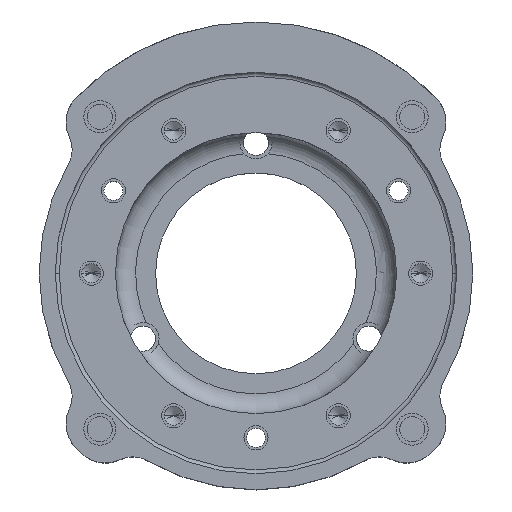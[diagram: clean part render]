
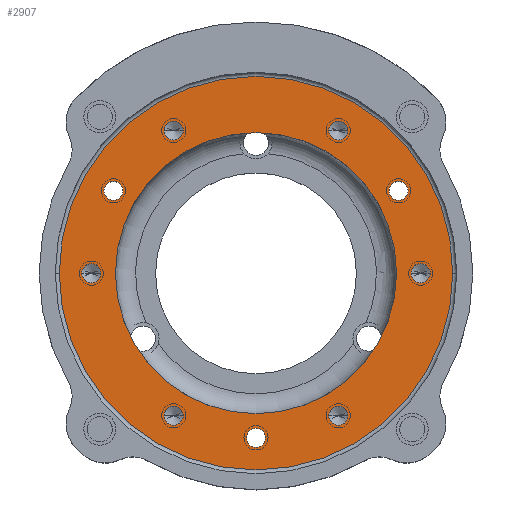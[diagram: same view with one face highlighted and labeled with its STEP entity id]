
A CAD part, top view. The second image highlights one B-rep face of the part: STEP entity #2907.
In plain terms, the highlighted planar face has unit normal (0, 0, 1).
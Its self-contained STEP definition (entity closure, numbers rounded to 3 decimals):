
#410=CARTESIAN_POINT('',(0.,0.,2.75));
#411=DIRECTION('',(0.,0.,-1.));
#412=DIRECTION('',(-1.,0.,0.));
#413=AXIS2_PLACEMENT_3D('',#410,#411,#412);
#415=CARTESIAN_POINT('',(0.,0.,2.75));
#416=DIRECTION('',(0.,0.,1.));
#417=DIRECTION('',(-1.,0.,0.));
#418=AXIS2_PLACEMENT_3D('',#415,#416,#417);
#420=CARTESIAN_POINT('',(-8.2,0.,2.75));
#421=DIRECTION('',(0.,0.,1.));
#422=DIRECTION('',(-1.,0.,0.));
#423=AXIS2_PLACEMENT_3D('',#420,#421,#422);
#425=CARTESIAN_POINT('',(-8.2,0.,2.75));
#426=DIRECTION('',(0.,0.,1.));
#427=DIRECTION('',(1.,0.,0.));
#428=AXIS2_PLACEMENT_3D('',#425,#426,#427);
#430=CARTESIAN_POINT('',(-4.1,7.101,2.75));
#431=DIRECTION('',(0.,0.,1.));
#432=DIRECTION('',(-1.,0.,0.));
#433=AXIS2_PLACEMENT_3D('',#430,#431,#432);
#435=CARTESIAN_POINT('',(-4.1,7.101,2.75));
#436=DIRECTION('',(0.,0.,1.));
#437=DIRECTION('',(1.,0.,0.));
#438=AXIS2_PLACEMENT_3D('',#435,#436,#437);
#440=CARTESIAN_POINT('',(4.1,7.101,2.75));
#441=DIRECTION('',(0.,0.,1.));
#442=DIRECTION('',(-1.,0.,0.));
#443=AXIS2_PLACEMENT_3D('',#440,#441,#442);
#445=CARTESIAN_POINT('',(4.1,7.101,2.75));
#446=DIRECTION('',(0.,0.,1.));
#447=DIRECTION('',(1.,0.,0.));
#448=AXIS2_PLACEMENT_3D('',#445,#446,#447);
#450=CARTESIAN_POINT('',(8.2,0.,2.75));
#451=DIRECTION('',(0.,0.,1.));
#452=DIRECTION('',(-1.,0.,0.));
#453=AXIS2_PLACEMENT_3D('',#450,#451,#452);
#455=CARTESIAN_POINT('',(8.2,0.,2.75));
#456=DIRECTION('',(0.,0.,1.));
#457=DIRECTION('',(1.,0.,0.));
#458=AXIS2_PLACEMENT_3D('',#455,#456,#457);
#460=CARTESIAN_POINT('',(4.1,-7.101,2.75));
#461=DIRECTION('',(0.,0.,1.));
#462=DIRECTION('',(-1.,0.,0.));
#463=AXIS2_PLACEMENT_3D('',#460,#461,#462);
#465=CARTESIAN_POINT('',(4.1,-7.101,2.75));
#466=DIRECTION('',(0.,0.,1.));
#467=DIRECTION('',(1.,0.,0.));
#468=AXIS2_PLACEMENT_3D('',#465,#466,#467);
#470=CARTESIAN_POINT('',(-4.1,-7.101,2.75));
#471=DIRECTION('',(0.,0.,1.));
#472=DIRECTION('',(-1.,0.,0.));
#473=AXIS2_PLACEMENT_3D('',#470,#471,#472);
#475=CARTESIAN_POINT('',(-4.1,-7.101,2.75));
#476=DIRECTION('',(0.,0.,1.));
#477=DIRECTION('',(1.,0.,0.));
#478=AXIS2_PLACEMENT_3D('',#475,#476,#477);
#480=CARTESIAN_POINT('',(0.,0.,2.75));
#481=DIRECTION('',(0.,0.,1.));
#482=DIRECTION('',(-1.,0.,0.));
#483=AXIS2_PLACEMENT_3D('',#480,#481,#482);
#485=CARTESIAN_POINT('',(0.,0.,2.75));
#486=DIRECTION('',(0.,0.,1.));
#487=DIRECTION('',(1.,0.,0.));
#488=AXIS2_PLACEMENT_3D('',#485,#486,#487);
#490=CARTESIAN_POINT('',(7.101,4.1,2.75));
#491=DIRECTION('',(0.,0.,1.));
#492=DIRECTION('',(1.,0.,0.));
#493=AXIS2_PLACEMENT_3D('',#490,#491,#492);
#495=CARTESIAN_POINT('',(7.101,4.1,2.75));
#496=DIRECTION('',(0.,0.,1.));
#497=DIRECTION('',(-1.,0.,0.));
#498=AXIS2_PLACEMENT_3D('',#495,#496,#497);
#500=CARTESIAN_POINT('',(-7.101,4.1,2.75));
#501=DIRECTION('',(0.,0.,1.));
#502=DIRECTION('',(1.,0.,0.));
#503=AXIS2_PLACEMENT_3D('',#500,#501,#502);
#505=CARTESIAN_POINT('',(-7.101,4.1,2.75));
#506=DIRECTION('',(0.,0.,1.));
#507=DIRECTION('',(-1.,0.,0.));
#508=AXIS2_PLACEMENT_3D('',#505,#506,#507);
#510=CARTESIAN_POINT('',(0.,-8.2,2.75));
#511=DIRECTION('',(0.,0.,1.));
#512=DIRECTION('',(1.,0.,0.));
#513=AXIS2_PLACEMENT_3D('',#510,#511,#512);
#515=CARTESIAN_POINT('',(0.,-8.2,2.75));
#516=DIRECTION('',(0.,0.,1.));
#517=DIRECTION('',(-1.,0.,0.));
#518=AXIS2_PLACEMENT_3D('',#515,#516,#517);
#1924=CARTESIAN_POINT('',(-7.,0.,2.75));
#1925=CARTESIAN_POINT('',(7.,0.,2.75));
#1926=VERTEX_POINT('',#1924);
#1927=VERTEX_POINT('',#1925);
#1974=CARTESIAN_POINT('',(-8.675,0.,2.75));
#1975=CARTESIAN_POINT('',(-7.725,0.,2.75));
#1976=VERTEX_POINT('',#1974);
#1977=VERTEX_POINT('',#1975);
#1984=CARTESIAN_POINT('',(-4.575,7.101,2.75));
#1985=CARTESIAN_POINT('',(-3.625,7.101,2.75));
#1986=VERTEX_POINT('',#1984);
#1987=VERTEX_POINT('',#1985);
#1994=CARTESIAN_POINT('',(3.625,7.101,2.75));
#1995=CARTESIAN_POINT('',(4.575,7.101,2.75));
#1996=VERTEX_POINT('',#1994);
#1997=VERTEX_POINT('',#1995);
#2004=CARTESIAN_POINT('',(7.725,0.,2.75));
#2005=CARTESIAN_POINT('',(8.675,0.,2.75));
#2006=VERTEX_POINT('',#2004);
#2007=VERTEX_POINT('',#2005);
#2014=CARTESIAN_POINT('',(3.625,-7.101,2.75));
#2015=CARTESIAN_POINT('',(4.575,-7.101,2.75));
#2016=VERTEX_POINT('',#2014);
#2017=VERTEX_POINT('',#2015);
#2024=CARTESIAN_POINT('',(-4.575,-7.101,2.75));
#2025=CARTESIAN_POINT('',(-3.625,-7.101,2.75));
#2026=VERTEX_POINT('',#2024);
#2027=VERTEX_POINT('',#2025);
#2044=CARTESIAN_POINT('',(-9.8,0.,2.75));
#2045=CARTESIAN_POINT('',(9.8,0.,2.75));
#2046=VERTEX_POINT('',#2044);
#2047=VERTEX_POINT('',#2045);
#2310=CARTESIAN_POINT('',(7.576,4.1,2.75));
#2311=CARTESIAN_POINT('',(6.626,4.1,2.75));
#2312=VERTEX_POINT('',#2310);
#2313=VERTEX_POINT('',#2311);
#2314=CARTESIAN_POINT('',(-6.626,4.1,2.75));
#2315=CARTESIAN_POINT('',(-7.576,4.1,2.75));
#2316=VERTEX_POINT('',#2314);
#2317=VERTEX_POINT('',#2315);
#2318=CARTESIAN_POINT('',(0.475,-8.2,2.75));
#2319=CARTESIAN_POINT('',(-0.475,-8.2,2.75));
#2320=VERTEX_POINT('',#2318);
#2321=VERTEX_POINT('',#2319);
#2838=CARTESIAN_POINT('',(0.,0.,2.75));
#2839=DIRECTION('',(0.,0.,1.));
#2840=DIRECTION('',(-1.,0.,0.));
#2841=AXIS2_PLACEMENT_3D('',#2838,#2839,#2840);
#2842=PLANE('',#2841);
#2844=ORIENTED_EDGE('',*,*,#2843,.F.);
#2846=ORIENTED_EDGE('',*,*,#2845,.F.);
#2847=EDGE_LOOP('',(#2844,#2846));
#2848=FACE_OUTER_BOUND('',#2847,.F.);
#2850=ORIENTED_EDGE('',*,*,#2849,.T.);
#2852=ORIENTED_EDGE('',*,*,#2851,.T.);
#2853=EDGE_LOOP('',(#2850,#2852));
#2854=FACE_BOUND('',#2853,.F.);
#2856=ORIENTED_EDGE('',*,*,#2855,.T.);
#2858=ORIENTED_EDGE('',*,*,#2857,.T.);
#2859=EDGE_LOOP('',(#2856,#2858));
#2860=FACE_BOUND('',#2859,.F.);
#2862=ORIENTED_EDGE('',*,*,#2861,.T.);
#2864=ORIENTED_EDGE('',*,*,#2863,.T.);
#2865=EDGE_LOOP('',(#2862,#2864));
#2866=FACE_BOUND('',#2865,.F.);
#2868=ORIENTED_EDGE('',*,*,#2867,.T.);
#2870=ORIENTED_EDGE('',*,*,#2869,.T.);
#2871=EDGE_LOOP('',(#2868,#2870));
#2872=FACE_BOUND('',#2871,.F.);
#2874=ORIENTED_EDGE('',*,*,#2873,.T.);
#2876=ORIENTED_EDGE('',*,*,#2875,.T.);
#2877=EDGE_LOOP('',(#2874,#2876));
#2878=FACE_BOUND('',#2877,.F.);
#2880=ORIENTED_EDGE('',*,*,#2879,.T.);
#2882=ORIENTED_EDGE('',*,*,#2881,.T.);
#2883=EDGE_LOOP('',(#2880,#2882));
#2884=FACE_BOUND('',#2883,.F.);
#2885=ORIENTED_EDGE('',*,*,#2830,.F.);
#2886=ORIENTED_EDGE('',*,*,#2710,.T.);
#2887=EDGE_LOOP('',(#2885,#2886));
#2888=FACE_BOUND('',#2887,.F.);
#2890=ORIENTED_EDGE('',*,*,#2889,.T.);
#2892=ORIENTED_EDGE('',*,*,#2891,.T.);
#2893=EDGE_LOOP('',(#2890,#2892));
#2894=FACE_BOUND('',#2893,.F.);
#2896=ORIENTED_EDGE('',*,*,#2895,.T.);
#2898=ORIENTED_EDGE('',*,*,#2897,.T.);
#2899=EDGE_LOOP('',(#2896,#2898));
#2900=FACE_BOUND('',#2899,.F.);
#2902=ORIENTED_EDGE('',*,*,#2901,.T.);
#2904=ORIENTED_EDGE('',*,*,#2903,.T.);
#2905=EDGE_LOOP('',(#2902,#2904));
#2906=FACE_BOUND('',#2905,.F.);
#2907=ADVANCED_FACE('',(#2848,#2854,#2860,#2866,#2872,#2878,#2884,#2888,#2894,
#2900,#2906),#2842,.T.);
#414=CIRCLE('',#413,7.);
#419=CIRCLE('',#418,7.);
#424=CIRCLE('',#423,0.475);
#429=CIRCLE('',#428,0.475);
#434=CIRCLE('',#433,0.475);
#439=CIRCLE('',#438,0.475);
#444=CIRCLE('',#443,0.475);
#449=CIRCLE('',#448,0.475);
#454=CIRCLE('',#453,0.475);
#459=CIRCLE('',#458,0.475);
#464=CIRCLE('',#463,0.475);
#469=CIRCLE('',#468,0.475);
#474=CIRCLE('',#473,0.475);
#479=CIRCLE('',#478,0.475);
#484=CIRCLE('',#483,9.8);
#489=CIRCLE('',#488,9.8);
#494=CIRCLE('',#493,0.475);
#499=CIRCLE('',#498,0.475);
#504=CIRCLE('',#503,0.475);
#509=CIRCLE('',#508,0.475);
#514=CIRCLE('',#513,0.475);
#519=CIRCLE('',#518,0.475);
#2710=EDGE_CURVE('',#1926,#1927,#419,.T.);
#2830=EDGE_CURVE('',#1926,#1927,#414,.T.);
#2843=EDGE_CURVE('',#2046,#2047,#484,.T.);
#2845=EDGE_CURVE('',#2047,#2046,#489,.T.);
#2849=EDGE_CURVE('',#1976,#1977,#424,.T.);
#2851=EDGE_CURVE('',#1977,#1976,#429,.T.);
#2855=EDGE_CURVE('',#1986,#1987,#434,.T.);
#2857=EDGE_CURVE('',#1987,#1986,#439,.T.);
#2861=EDGE_CURVE('',#1996,#1997,#444,.T.);
#2863=EDGE_CURVE('',#1997,#1996,#449,.T.);
#2867=EDGE_CURVE('',#2006,#2007,#454,.T.);
#2869=EDGE_CURVE('',#2007,#2006,#459,.T.);
#2873=EDGE_CURVE('',#2016,#2017,#464,.T.);
#2875=EDGE_CURVE('',#2017,#2016,#469,.T.);
#2879=EDGE_CURVE('',#2026,#2027,#474,.T.);
#2881=EDGE_CURVE('',#2027,#2026,#479,.T.);
#2889=EDGE_CURVE('',#2312,#2313,#494,.T.);
#2891=EDGE_CURVE('',#2313,#2312,#499,.T.);
#2895=EDGE_CURVE('',#2316,#2317,#504,.T.);
#2897=EDGE_CURVE('',#2317,#2316,#509,.T.);
#2901=EDGE_CURVE('',#2320,#2321,#514,.T.);
#2903=EDGE_CURVE('',#2321,#2320,#519,.T.);
